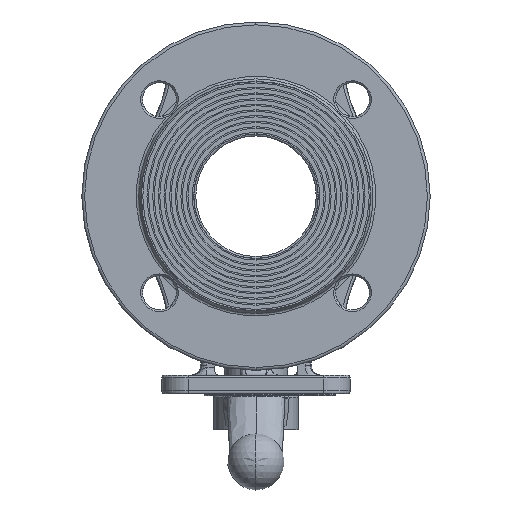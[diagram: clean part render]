
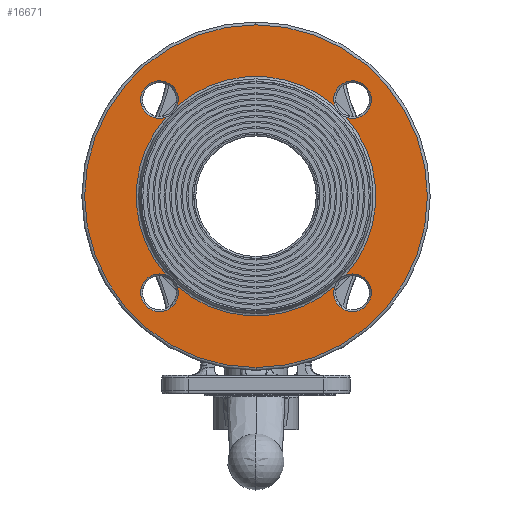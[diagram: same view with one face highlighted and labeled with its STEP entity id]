
A CAD part, left-side view. The second image highlights one B-rep face of the part: STEP entity #16671.
In plain terms, the highlighted planar face has unit normal (-1, 0, 0).
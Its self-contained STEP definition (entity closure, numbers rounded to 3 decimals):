
#224=CARTESIAN_POINT('',(-69.5,0.,0.));
#225=DIRECTION('',(1.,0.,0.));
#226=DIRECTION('',(0.,0.658,0.753));
#227=AXIS2_PLACEMENT_3D('',#224,#225,#226);
#261=CARTESIAN_POINT('',(-69.5,0.,0.));
#262=DIRECTION('',(1.,0.,0.));
#263=DIRECTION('',(0.,-0.658,-0.753));
#264=AXIS2_PLACEMENT_3D('',#261,#262,#263);
#286=CARTESIAN_POINT('',(-69.5,0.,0.));
#287=DIRECTION('',(1.,0.,0.));
#288=DIRECTION('',(0.,0.,1.));
#289=AXIS2_PLACEMENT_3D('',#286,#287,#288);
#291=CARTESIAN_POINT('',(-69.5,0.,0.));
#292=DIRECTION('',(1.,0.,0.));
#293=DIRECTION('',(0.,0.,-1.));
#294=AXIS2_PLACEMENT_3D('',#291,#292,#293);
#296=CARTESIAN_POINT('',(-69.5,51.265,-51.265));
#297=DIRECTION('',(-1.,0.,0.));
#298=DIRECTION('',(0.,0.707,-0.707));
#299=AXIS2_PLACEMENT_3D('',#296,#297,#298);
#301=CARTESIAN_POINT('',(-69.5,-51.265,-51.265));
#302=DIRECTION('',(-1.,0.,0.));
#303=DIRECTION('',(0.,0.941,0.338));
#304=AXIS2_PLACEMENT_3D('',#301,#302,#303);
#306=CARTESIAN_POINT('',(-69.5,-51.265,-51.265));
#307=DIRECTION('',(-1.,0.,0.));
#308=DIRECTION('',(0.,-0.707,-0.707));
#309=AXIS2_PLACEMENT_3D('',#306,#307,#308);
#311=CARTESIAN_POINT('',(-69.5,0.,0.));
#312=DIRECTION('',(-1.,0.,0.));
#313=DIRECTION('',(0.,-0.753,-0.658));
#314=AXIS2_PLACEMENT_3D('',#311,#312,#313);
#316=CARTESIAN_POINT('',(-69.5,-51.265,51.265));
#317=DIRECTION('',(-1.,0.,0.));
#318=DIRECTION('',(0.,0.338,-0.941));
#319=AXIS2_PLACEMENT_3D('',#316,#317,#318);
#321=CARTESIAN_POINT('',(-69.5,-51.265,51.265));
#322=DIRECTION('',(-1.,0.,0.));
#323=DIRECTION('',(0.,-0.707,0.707));
#324=AXIS2_PLACEMENT_3D('',#321,#322,#323);
#326=CARTESIAN_POINT('',(-69.5,51.265,51.265));
#327=DIRECTION('',(-1.,0.,0.));
#328=DIRECTION('',(0.,-0.941,-0.338));
#329=AXIS2_PLACEMENT_3D('',#326,#327,#328);
#331=CARTESIAN_POINT('',(-69.5,51.265,51.265));
#332=DIRECTION('',(-1.,0.,0.));
#333=DIRECTION('',(0.,0.707,0.707));
#334=AXIS2_PLACEMENT_3D('',#331,#332,#333);
#336=CARTESIAN_POINT('',(-69.5,0.,0.));
#337=DIRECTION('',(-1.,0.,0.));
#338=DIRECTION('',(0.,0.753,0.658));
#339=AXIS2_PLACEMENT_3D('',#336,#337,#338);
#341=CARTESIAN_POINT('',(-69.5,51.265,-51.265));
#342=DIRECTION('',(-1.,0.,0.));
#343=DIRECTION('',(0.,-0.338,0.941));
#344=AXIS2_PLACEMENT_3D('',#341,#342,#343);
#14080=CARTESIAN_POINT('',(-69.5,58.336,58.336));
#14081=CARTESIAN_POINT('',(-69.5,47.884,41.854));
#14082=VERTEX_POINT('',#14080);
#14083=VERTEX_POINT('',#14081);
#14084=CARTESIAN_POINT('',(-69.5,41.854,47.884));
#14085=VERTEX_POINT('',#14084);
#14096=CARTESIAN_POINT('',(-69.5,-58.336,58.336));
#14097=CARTESIAN_POINT('',(-69.5,-41.854,47.884));
#14098=VERTEX_POINT('',#14096);
#14099=VERTEX_POINT('',#14097);
#14100=CARTESIAN_POINT('',(-69.5,-47.884,41.854));
#14101=VERTEX_POINT('',#14100);
#14112=CARTESIAN_POINT('',(-69.5,-58.336,-58.336));
#14113=CARTESIAN_POINT('',(-69.5,-47.884,-41.854));
#14114=VERTEX_POINT('',#14112);
#14115=VERTEX_POINT('',#14113);
#14116=CARTESIAN_POINT('',(-69.5,-41.854,-47.884));
#14117=VERTEX_POINT('',#14116);
#14128=CARTESIAN_POINT('',(-69.5,58.336,-58.336));
#14129=CARTESIAN_POINT('',(-69.5,41.854,-47.884));
#14130=VERTEX_POINT('',#14128);
#14131=VERTEX_POINT('',#14129);
#14132=CARTESIAN_POINT('',(-69.5,47.884,-41.854));
#14133=VERTEX_POINT('',#14132);
#14802=CARTESIAN_POINT('',(-69.5,0.,91.));
#14803=CARTESIAN_POINT('',(-69.5,0.,-91.));
#14804=VERTEX_POINT('',#14802);
#14805=VERTEX_POINT('',#14803);
#16638=CARTESIAN_POINT('',(-69.5,0.,0.));
#16639=DIRECTION('',(1.,0.,0.));
#16640=DIRECTION('',(0.,0.,1.));
#16641=AXIS2_PLACEMENT_3D('',#16638,#16639,#16640);
#16642=PLANE('',#16641);
#16644=ORIENTED_EDGE('',*,*,#16643,.T.);
#16646=ORIENTED_EDGE('',*,*,#16645,.T.);
#16647=EDGE_LOOP('',(#16644,#16646));
#16648=FACE_OUTER_BOUND('',#16647,.F.);
#16649=ORIENTED_EDGE('',*,*,#16624,.T.);
#16650=ORIENTED_EDGE('',*,*,#16601,.F.);
#16652=ORIENTED_EDGE('',*,*,#16651,.T.);
#16654=ORIENTED_EDGE('',*,*,#16653,.T.);
#16656=ORIENTED_EDGE('',*,*,#16655,.T.);
#16658=ORIENTED_EDGE('',*,*,#16657,.T.);
#16660=ORIENTED_EDGE('',*,*,#16659,.T.);
#16661=ORIENTED_EDGE('',*,*,#16586,.F.);
#16663=ORIENTED_EDGE('',*,*,#16662,.T.);
#16665=ORIENTED_EDGE('',*,*,#16664,.T.);
#16666=ORIENTED_EDGE('',*,*,#16582,.T.);
#16668=ORIENTED_EDGE('',*,*,#16667,.T.);
#16669=EDGE_LOOP('',(#16649,#16650,#16652,#16654,#16656,#16658,#16660,#16661,
#16663,#16665,#16666,#16668));
#16670=FACE_BOUND('',#16669,.F.);
#228=CIRCLE('',#227,63.598);
#265=CIRCLE('',#264,63.598);
#290=CIRCLE('',#289,91.);
#295=CIRCLE('',#294,91.);
#300=CIRCLE('',#299,10.);
#305=CIRCLE('',#304,10.);
#310=CIRCLE('',#309,10.);
#315=CIRCLE('',#314,63.598);
#320=CIRCLE('',#319,10.);
#325=CIRCLE('',#324,10.);
#330=CIRCLE('',#329,10.);
#335=CIRCLE('',#334,10.);
#340=CIRCLE('',#339,63.598);
#345=CIRCLE('',#344,10.);
#16582=EDGE_CURVE('',#14083,#14133,#340,.T.);
#16586=EDGE_CURVE('',#14085,#14099,#228,.T.);
#16601=EDGE_CURVE('',#14117,#14131,#265,.T.);
#16624=EDGE_CURVE('',#14130,#14131,#300,.T.);
#16643=EDGE_CURVE('',#14804,#14805,#290,.T.);
#16645=EDGE_CURVE('',#14805,#14804,#295,.T.);
#16651=EDGE_CURVE('',#14117,#14114,#305,.T.);
#16653=EDGE_CURVE('',#14114,#14115,#310,.T.);
#16655=EDGE_CURVE('',#14115,#14101,#315,.T.);
#16657=EDGE_CURVE('',#14101,#14098,#320,.T.);
#16659=EDGE_CURVE('',#14098,#14099,#325,.T.);
#16662=EDGE_CURVE('',#14085,#14082,#330,.T.);
#16664=EDGE_CURVE('',#14082,#14083,#335,.T.);
#16667=EDGE_CURVE('',#14133,#14130,#345,.T.);
#16671=ADVANCED_FACE('',(#16648,#16670),#16642,.F.);
